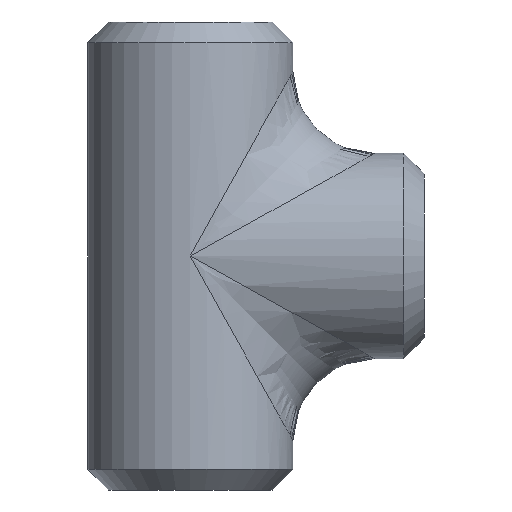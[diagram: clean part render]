
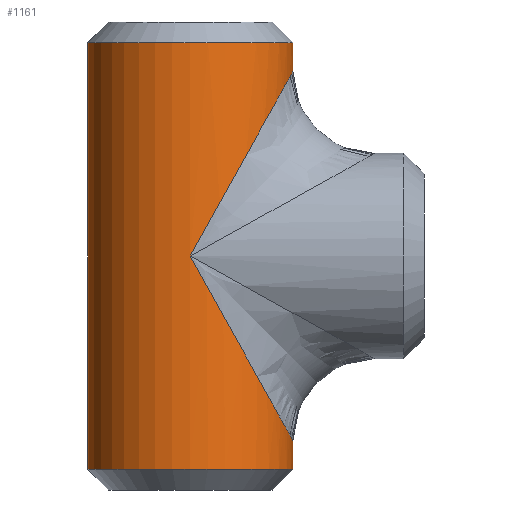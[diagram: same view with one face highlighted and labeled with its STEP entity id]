
A CAD part, front view. The second image highlights one B-rep face of the part: STEP entity #1161.
In plain terms, the highlighted cylindrical face has radius 16.7 mm (diameter 33.4 mm), a partial arc.
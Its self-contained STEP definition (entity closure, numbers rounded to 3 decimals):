
#54 = VERTEX_POINT ( 'NONE', #637 ) ;
#88 = ORIENTED_EDGE ( 'NONE', *, *, #240, .T. ) ;
#93 = DIRECTION ( 'NONE',  ( 0., 0., -1. ) ) ;
#103 = DIRECTION ( 'NONE',  ( -1., 0., 0. ) ) ;
#150 = CIRCLE ( 'NONE', #801, 16.7 ) ;
#152 = LINE ( 'NONE', #1261, #1032 ) ;
#235 = VECTOR ( 'NONE', #93, 1000. ) ;
#240 = EDGE_CURVE ( 'NONE', #1166, #311, #1002, .T. ) ;
#255 = CARTESIAN_POINT ( 'NONE',  ( 0., 0., -34.73 ) ) ;
#283 = CARTESIAN_POINT ( 'NONE',  ( 16.7, 0., -34.73 ) ) ;
#285 = CARTESIAN_POINT ( 'NONE',  ( 9.783, -16.7, 17.609 ) ) ;
#311 = VERTEX_POINT ( 'NONE', #720 ) ;
#320 = ORIENTED_EDGE ( 'NONE', *, *, #681, .T. ) ;
#322 = CARTESIAN_POINT ( 'NONE',  ( 0., -16.7, 0. ) ) ;
#340 = CARTESIAN_POINT ( 'NONE',  ( 0., 0., 34.73 ) ) ;
#362 = DIRECTION ( 'NONE',  ( 0., 0., -1. ) ) ;
#375 = DIRECTION ( 'NONE',  ( 0., 0., -1. ) ) ;
#389 = CARTESIAN_POINT ( 'NONE',  ( 0., 0., 38.1 ) ) ;
#423 = AXIS2_PLACEMENT_3D ( 'NONE', #255, #1050, #551 ) ;
#484 = ORIENTED_EDGE ( 'NONE', *, *, #776, .T. ) ;
#489 = VERTEX_POINT ( 'NONE', #763 ) ;
#551 = DIRECTION ( 'NONE',  ( 1., 0., 0. ) ) ;
#563 = ORIENTED_EDGE ( 'NONE', *, *, #820, .T. ) ;
#581 = CARTESIAN_POINT ( 'NONE',  ( 16.7, 0., 38.1 ) ) ;
#583 = DIRECTION ( 'NONE',  ( 0., 0., -1. ) ) ;
#586 = EDGE_CURVE ( 'NONE', #650, #756, #968, .T. ) ;
#610 = ORIENTED_EDGE ( 'NONE', *, *, #586, .F. ) ;
#637 = CARTESIAN_POINT ( 'NONE',  ( -16.7, 0., 34.73 ) ) ;
#639 = ORIENTED_EDGE ( 'NONE', *, *, #1036, .T. ) ;
#650 = VERTEX_POINT ( 'NONE', #840 ) ;
#680 = CARTESIAN_POINT ( 'NONE',  ( 16.7, -9.783, 30.06 ) ) ;
#681 = EDGE_CURVE ( 'NONE', #650, #54, #150, .T. ) ;
#720 = CARTESIAN_POINT ( 'NONE',  ( 0., -16.7, 0. ) ) ;
#738 = CIRCLE ( 'NONE', #423, 16.7 ) ;
#756 = VERTEX_POINT ( 'NONE', #973 ) ;
#763 = CARTESIAN_POINT ( 'NONE',  ( -16.7, 0., -34.73 ) ) ;
#775 = VECTOR ( 'NONE', #375, 1000. ) ;
#776 = EDGE_CURVE ( 'NONE', #54, #489, #152, .T. ) ;
#788 = CARTESIAN_POINT ( 'NONE',  ( 0., -16.7, 0. ) ) ;
#794 = CYLINDRICAL_SURFACE ( 'NONE', #1218, 16.7 ) ;
#801 = AXIS2_PLACEMENT_3D ( 'NONE', #340, #1073, #1232 ) ;
#820 = EDGE_CURVE ( 'NONE', #489, #1269, #738, .T. ) ;
#840 = CARTESIAN_POINT ( 'NONE',  ( 16.7, 0., 34.73 ) ) ;
#841 = CARTESIAN_POINT ( 'NONE',  ( 16.7, 0., -30.06 ) ) ;
#853 = EDGE_LOOP ( 'NONE', ( #610, #320, #484, #563, #956, #88, #639 ) ) ;
#887 = LINE ( 'NONE', #581, #235 ) ;
#956 = ORIENTED_EDGE ( 'NONE', *, *, #1201, .F. ) ;
#962 =( BOUNDED_CURVE ( )  B_SPLINE_CURVE ( 3, ( #788, #285, #680, #1085 ),
 .UNSPECIFIED., .F., .F. ) 
 B_SPLINE_CURVE_WITH_KNOTS ( ( 4, 4 ),
 ( 1.571, 3.142 ),
 .UNSPECIFIED. ) 
 CURVE ( )  GEOMETRIC_REPRESENTATION_ITEM ( )  RATIONAL_B_SPLINE_CURVE ( ( 1., 0.805, 0.805, 1. ) ) 
 REPRESENTATION_ITEM ( '' )  );
#968 = LINE ( 'NONE', #1264, #775 ) ;
#973 = CARTESIAN_POINT ( 'NONE',  ( 16.7, 0., 30.06 ) ) ;
#1002 =( BOUNDED_CURVE ( )  B_SPLINE_CURVE ( 3, ( #841, #1024, #1018, #322 ),
 .UNSPECIFIED., .F., .F. ) 
 B_SPLINE_CURVE_WITH_KNOTS ( ( 4, 4 ),
 ( 3.142, 4.712 ),
 .UNSPECIFIED. ) 
 CURVE ( )  GEOMETRIC_REPRESENTATION_ITEM ( )  RATIONAL_B_SPLINE_CURVE ( ( 1., 0.805, 0.805, 1. ) ) 
 REPRESENTATION_ITEM ( '' )  );
#1018 = CARTESIAN_POINT ( 'NONE',  ( 9.783, -16.7, -17.609 ) ) ;
#1024 = CARTESIAN_POINT ( 'NONE',  ( 16.7, -9.783, -30.06 ) ) ;
#1032 = VECTOR ( 'NONE', #362, 1000. ) ;
#1036 = EDGE_CURVE ( 'NONE', #311, #756, #962, .T. ) ;
#1050 = DIRECTION ( 'NONE',  ( 0., 0., 1. ) ) ;
#1073 = DIRECTION ( 'NONE',  ( 0., 0., -1. ) ) ;
#1085 = CARTESIAN_POINT ( 'NONE',  ( 16.7, 0., 30.06 ) ) ;
#1091 = CARTESIAN_POINT ( 'NONE',  ( 16.7, 0., -30.06 ) ) ;
#1161 = ADVANCED_FACE ( 'NONE', ( #1198 ), #794, .T. ) ;
#1166 = VERTEX_POINT ( 'NONE', #1091 ) ;
#1198 = FACE_OUTER_BOUND ( 'NONE', #853, .T. ) ;
#1201 = EDGE_CURVE ( 'NONE', #1166, #1269, #887, .T. ) ;
#1218 = AXIS2_PLACEMENT_3D ( 'NONE', #389, #583, #103 ) ;
#1232 = DIRECTION ( 'NONE',  ( 1., 0., 0. ) ) ;
#1261 = CARTESIAN_POINT ( 'NONE',  ( -16.7, 0., 38.1 ) ) ;
#1264 = CARTESIAN_POINT ( 'NONE',  ( 16.7, 0., 38.1 ) ) ;
#1269 = VERTEX_POINT ( 'NONE', #283 ) ;
